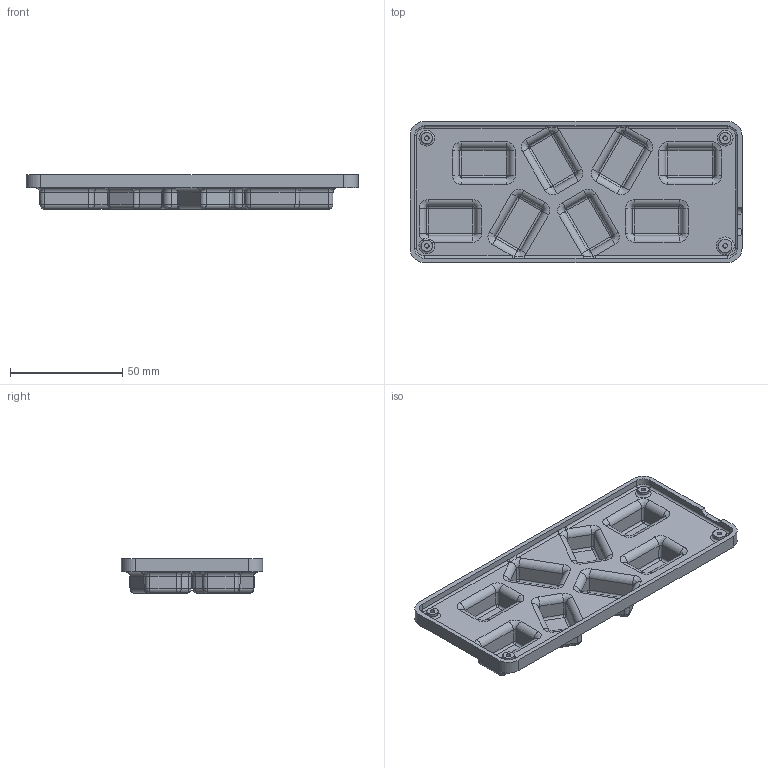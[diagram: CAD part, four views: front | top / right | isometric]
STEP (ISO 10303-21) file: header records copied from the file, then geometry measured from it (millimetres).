
FILE_DESCRIPTION(/* description */ (''),/* implementation_level */ '2;1');
FILE_NAME(/* name */ 'shell.step',/* time_stamp */ '2023-11-03T10:45:00-04:00',/* author */ (''),/* organization */ (''),/* preprocessor_version */ 'ST-DEVELOPER v20',/* originating_system */ 'Autodesk Translation Framework v12.14.0.127',/* authorisation */ '');
FILE_SCHEMA (('AUTOMOTIVE_DESIGN { 1 0 10303 214 3 1 1 }'));
Length unit declared in the file: millimetre
Products named in the file (1): Shell
Bounding box: 148 x 63 x 15.32 mm (x, y, z)
Volume: 26399.7 mm3; surface area: 32046 mm2
Topology: 1 solids, 1 shells, 464 faces, 999 edges, 556 vertices
Faces by surface type: cylinder 218, plane 100, bspline 58, sphere 48, torus 40
Full cylindrical faces by diameter (mm): 2 x4, 5 x3, 6 x1
Entity records: 13518 total; most frequent: CARTESIAN_POINT 3306, DIRECTION 2344, ORIENTED_EDGE 1998, EDGE_CURVE 999, AXIS2_PLACEMENT_3D 950, VERTEX_POINT 556, EDGE_LOOP 483, CIRCLE 471
